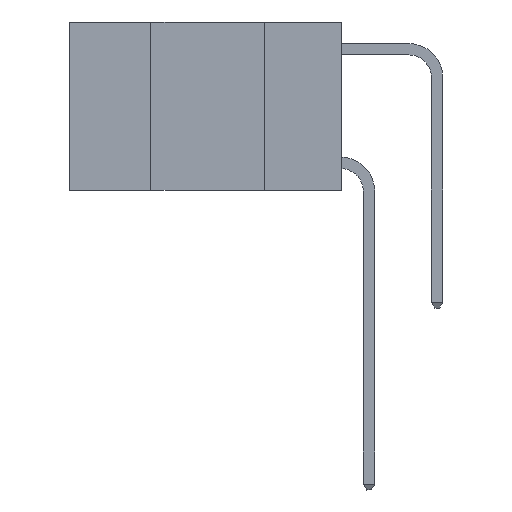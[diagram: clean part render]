
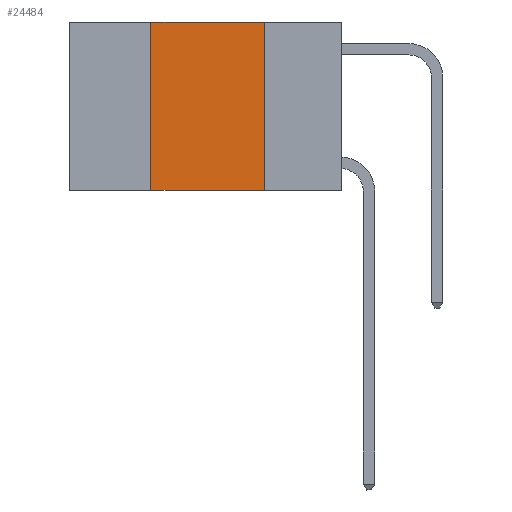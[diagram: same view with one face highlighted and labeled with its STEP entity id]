
A CAD part, left-side view. The second image highlights one B-rep face of the part: STEP entity #24484.
In plain terms, the highlighted planar face has unit normal (-1, 0, 0).
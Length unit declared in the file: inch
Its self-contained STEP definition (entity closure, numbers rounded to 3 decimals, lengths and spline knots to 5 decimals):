
#55 = VERTEX_POINT ( 'NONE', #17753 ) ;
#786 = DIRECTION ( 'NONE',  ( 0., 0., -1. ) ) ;
#4583 = DIRECTION ( 'NONE',  ( 0., -1., 0. ) ) ;
#4605 = EDGE_CURVE ( 'NONE', #55, #29885, #31898, .T. ) ;
#6147 = ORIENTED_EDGE ( 'NONE', *, *, #21299, .F. ) ;
#6170 = CARTESIAN_POINT ( 'NONE',  ( 0., 0.42, -0.37 ) ) ;
#8411 = DIRECTION ( 'NONE',  ( 0., 0., 1. ) ) ;
#9865 = FACE_OUTER_BOUND ( 'NONE', #14616, .T. ) ;
#10187 = DIRECTION ( 'NONE',  ( 0., -1., 0. ) ) ;
#10901 = CARTESIAN_POINT ( 'NONE',  ( 0., 0.6, 0. ) ) ;
#11332 = LINE ( 'NONE', #25965, #17243 ) ;
#11896 = ORIENTED_EDGE ( 'NONE', *, *, #19473, .F. ) ;
#12013 = VECTOR ( 'NONE', #29941, 39.37008 ) ;
#12258 = LINE ( 'NONE', #20174, #18148 ) ;
#12346 = CARTESIAN_POINT ( 'NONE',  ( 0., 0.42, 0. ) ) ;
#12795 = VERTEX_POINT ( 'NONE', #12346 ) ;
#14616 = EDGE_LOOP ( 'NONE', ( #17013, #11896, #6147, #18853 ) ) ;
#16434 = CARTESIAN_POINT ( 'NONE',  ( 0., 0.17, -0.37 ) ) ;
#17013 = ORIENTED_EDGE ( 'NONE', *, *, #4605, .F. ) ;
#17243 = VECTOR ( 'NONE', #8411, 39.37008 ) ;
#17753 = CARTESIAN_POINT ( 'NONE',  ( 0., 0.17, 0. ) ) ;
#17861 = VERTEX_POINT ( 'NONE', #6170 ) ;
#18148 = VECTOR ( 'NONE', #10187, 39.37008 ) ;
#18853 = ORIENTED_EDGE ( 'NONE', *, *, #28745, .T. ) ;
#19473 = EDGE_CURVE ( 'NONE', #12795, #55, #12258, .T. ) ;
#20174 = CARTESIAN_POINT ( 'NONE',  ( 0., 0.6, 0. ) ) ;
#20666 = LINE ( 'NONE', #24575, #26507 ) ;
#21299 = EDGE_CURVE ( 'NONE', #17861, #12795, #11332, .T. ) ;
#23385 = DIRECTION ( 'NONE',  ( 1., 0., 0. ) ) ;
#24484 = ADVANCED_FACE ( 'NONE', ( #9865 ), #30874, .F. ) ;
#24575 = CARTESIAN_POINT ( 'NONE',  ( 0., 0.6, -0.37 ) ) ;
#25965 = CARTESIAN_POINT ( 'NONE',  ( 0., 0.42, 0. ) ) ;
#26507 = VECTOR ( 'NONE', #4583, 39.37008 ) ;
#27456 = CARTESIAN_POINT ( 'NONE',  ( 0., 0.17, 0. ) ) ;
#28745 = EDGE_CURVE ( 'NONE', #17861, #29885, #20666, .T. ) ;
#28754 = AXIS2_PLACEMENT_3D ( 'NONE', #10901, #23385, #786 ) ;
#29885 = VERTEX_POINT ( 'NONE', #16434 ) ;
#29941 = DIRECTION ( 'NONE',  ( 0., 0., -1. ) ) ;
#30874 = PLANE ( 'NONE',  #28754 ) ;
#31898 = LINE ( 'NONE', #27456, #12013 ) ;
